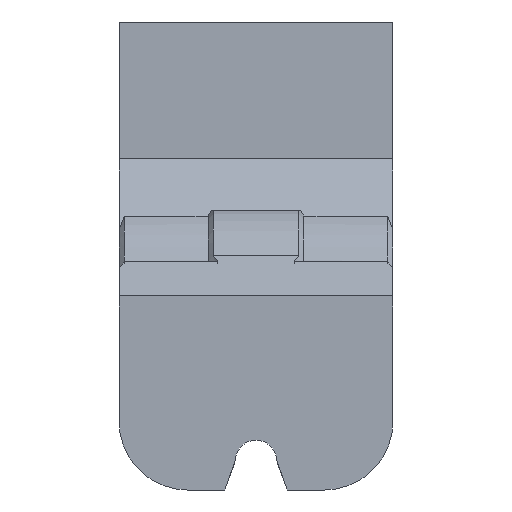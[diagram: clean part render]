
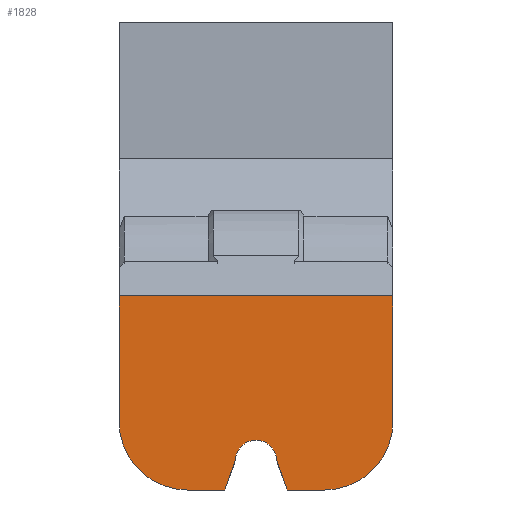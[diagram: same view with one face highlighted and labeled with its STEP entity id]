
A CAD part, left-side view. The second image highlights one B-rep face of the part: STEP entity #1828.
In plain terms, the highlighted planar face has unit normal (-1, 0, 0).
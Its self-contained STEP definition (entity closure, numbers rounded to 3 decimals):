
#57=LINE('',#2652,#261);
#69=LINE('',#2705,#273);
#74=LINE('',#2716,#278);
#76=LINE('',#2720,#280);
#81=LINE('',#2741,#285);
#84=LINE('',#2750,#288);
#87=LINE('',#2759,#291);
#261=VECTOR('',#2115,10.);
#273=VECTOR('',#2167,11.);
#278=VECTOR('',#2178,11.);
#280=VECTOR('',#2182,10.);
#285=VECTOR('',#2197,11.);
#288=VECTOR('',#2208,11.);
#291=VECTOR('',#2221,11.);
#464=PLANE('',#1965);
#553=FACE_OUTER_BOUND('',#660,.T.);
#660=EDGE_LOOP('',(#1384,#1385,#1386,#1387,#1388,#1389,#1390,#1391,#1392,
#1393));
#776=CIRCLE('',#1948,3.3);
#781=CIRCLE('',#1961,1.);
#782=CIRCLE('',#1963,3.3);
#829=VERTEX_POINT('',#2649);
#830=VERTEX_POINT('',#2651);
#843=VERTEX_POINT('',#2702);
#844=VERTEX_POINT('',#2704);
#846=VERTEX_POINT('',#2710);
#847=VERTEX_POINT('',#2714);
#848=VERTEX_POINT('',#2718);
#853=VERTEX_POINT('',#2740);
#855=VERTEX_POINT('',#2749);
#856=VERTEX_POINT('',#2755);
#1007=EDGE_CURVE('',#830,#829,#57,.T.);
#1030=EDGE_CURVE('',#844,#843,#69,.T.);
#1034=EDGE_CURVE('',#846,#843,#776,.T.);
#1036=EDGE_CURVE('',#847,#846,#74,.T.);
#1038=EDGE_CURVE('',#847,#848,#76,.T.);
#1047=EDGE_CURVE('',#853,#844,#81,.T.);
#1052=EDGE_CURVE('',#853,#855,#84,.T.);
#1054=EDGE_CURVE('',#848,#830,#781,.T.);
#1055=EDGE_CURVE('',#855,#856,#782,.T.);
#1057=EDGE_CURVE('',#856,#829,#87,.T.);
#1384=ORIENTED_EDGE('',*,*,#1007,.T.);
#1385=ORIENTED_EDGE('',*,*,#1057,.F.);
#1386=ORIENTED_EDGE('',*,*,#1055,.F.);
#1387=ORIENTED_EDGE('',*,*,#1052,.F.);
#1388=ORIENTED_EDGE('',*,*,#1047,.T.);
#1389=ORIENTED_EDGE('',*,*,#1030,.T.);
#1390=ORIENTED_EDGE('',*,*,#1034,.F.);
#1391=ORIENTED_EDGE('',*,*,#1036,.F.);
#1392=ORIENTED_EDGE('',*,*,#1038,.T.);
#1393=ORIENTED_EDGE('',*,*,#1054,.T.);
#1828=ADVANCED_FACE('',(#553),#464,.T.);
#1948=AXIS2_PLACEMENT_3D('',#2712,#2173,#2174);
#1961=AXIS2_PLACEMENT_3D('',#2753,#2212,#2213);
#1963=AXIS2_PLACEMENT_3D('',#2756,#2216,#2217);
#1965=AXIS2_PLACEMENT_3D('',#2760,#2222,#2223);
#2115=DIRECTION('',(0.,-0.336,-0.942));
#2167=DIRECTION('',(0.,0.,-1.));
#2173=DIRECTION('center_axis',(1.,0.,0.));
#2174=DIRECTION('ref_axis',(0.,0.707,-0.707));
#2178=DIRECTION('',(0.,1.,0.));
#2182=DIRECTION('',(0.,-0.336,0.942));
#2197=DIRECTION('',(0.,1.,0.));
#2208=DIRECTION('',(0.,0.,-1.));
#2212=DIRECTION('center_axis',(1.,0.,0.));
#2213=DIRECTION('ref_axis',(0.,0.,1.));
#2216=DIRECTION('center_axis',(1.,0.,0.));
#2217=DIRECTION('ref_axis',(0.,-0.707,-0.707));
#2221=DIRECTION('',(0.,1.,0.));
#2222=DIRECTION('center_axis',(-1.,0.,0.));
#2223=DIRECTION('ref_axis',(0.,0.,1.));
#2649=CARTESIAN_POINT('',(-14.4,3.9,-9.35));
#2651=CARTESIAN_POINT('',(-14.4,4.4,-7.95));
#2652=CARTESIAN_POINT('',(-14.4,3.862,-9.458));
#2702=CARTESIAN_POINT('',(-14.4,12.,-6.05));
#2704=CARTESIAN_POINT('',(-14.4,12.,0.));
#2705=CARTESIAN_POINT('',(-14.4,12.,-7.013));
#2710=CARTESIAN_POINT('',(-14.4,8.7,-9.35));
#2712=CARTESIAN_POINT('Origin',(-14.4,8.7,-6.05));
#2714=CARTESIAN_POINT('',(-14.4,6.9,-9.35));
#2716=CARTESIAN_POINT('',(-14.4,-1.2,-9.35));
#2718=CARTESIAN_POINT('',(-14.4,6.4,-7.95));
#2720=CARTESIAN_POINT('',(-14.4,6.442,-8.067));
#2740=CARTESIAN_POINT('',(-14.4,-1.2,0.));
#2741=CARTESIAN_POINT('',(-14.4,-1.2,0.));
#2749=CARTESIAN_POINT('',(-14.4,-1.2,-6.05));
#2750=CARTESIAN_POINT('',(-14.4,-1.2,0.));
#2753=CARTESIAN_POINT('Origin',(-14.4,5.4,-7.95));
#2755=CARTESIAN_POINT('',(-14.4,2.1,-9.35));
#2756=CARTESIAN_POINT('Origin',(-14.4,2.1,-6.05));
#2759=CARTESIAN_POINT('',(-14.4,-1.2,-9.35));
#2760=CARTESIAN_POINT('Origin',(-14.4,-1.2,-9.35));
